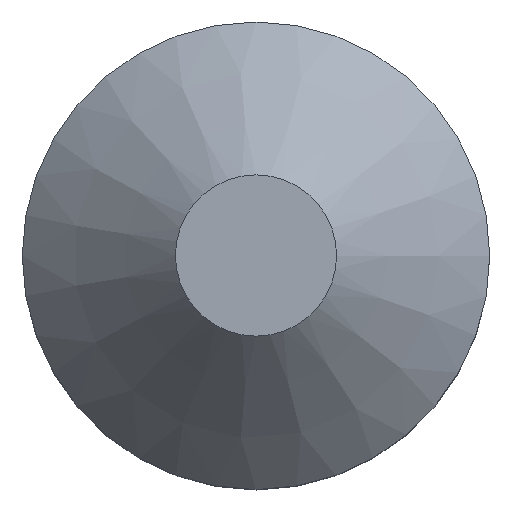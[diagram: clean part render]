
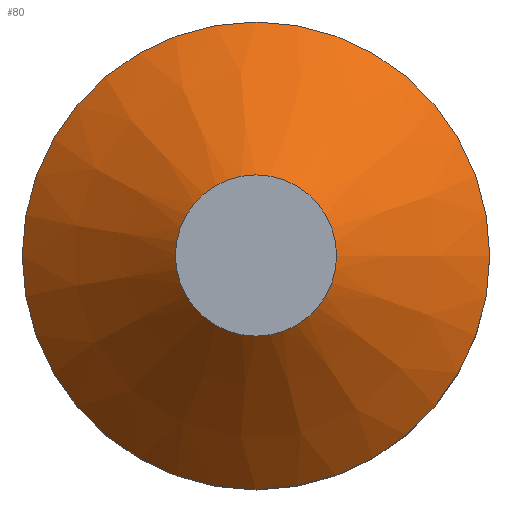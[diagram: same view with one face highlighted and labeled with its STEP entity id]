
A CAD part, top view. The second image highlights one B-rep face of the part: STEP entity #80.
In plain terms, the highlighted conical face has half-angle 45 degrees and reference radius 1 mm.
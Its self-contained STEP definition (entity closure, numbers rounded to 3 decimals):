
#33=FACE_OUTER_BOUND('',#38,.T.);
#38=EDGE_LOOP('',(#70,#71,#72,#73));
#42=LINE('',#174,#45);
#45=VECTOR('',#146,1.);
#48=CIRCLE('',#114,1.45);
#49=CIRCLE('',#117,0.5);
#52=VERTEX_POINT('',#168);
#53=VERTEX_POINT('',#173);
#57=EDGE_CURVE('',#52,#52,#48,.F.);
#59=EDGE_CURVE('',#52,#53,#42,.T.);
#60=EDGE_CURVE('',#53,#53,#49,.T.);
#70=ORIENTED_EDGE('',*,*,#57,.T.);
#71=ORIENTED_EDGE('',*,*,#59,.T.);
#72=ORIENTED_EDGE('',*,*,#60,.T.);
#73=ORIENTED_EDGE('',*,*,#59,.F.);
#76=CONICAL_SURFACE('',#116,1.,0.785);
#80=ADVANCED_FACE('',(#33),#76,.T.);
#114=AXIS2_PLACEMENT_3D('',#169,#139,#140);
#116=AXIS2_PLACEMENT_3D('',#172,#144,#145);
#117=AXIS2_PLACEMENT_3D('',#175,#147,#148);
#139=DIRECTION('center_axis',(0.,0.,-1.));
#140=DIRECTION('ref_axis',(-1.,0.,0.));
#144=DIRECTION('center_axis',(0.,0.,-1.));
#145=DIRECTION('ref_axis',(-1.,0.,0.));
#146=DIRECTION('',(-0.707,0.,0.707));
#147=DIRECTION('center_axis',(0.,0.,
-1.));
#148=DIRECTION('ref_axis',(-1.,0.,0.));
#168=CARTESIAN_POINT('',(1.325,-7.212,-2.85));
#169=CARTESIAN_POINT('Origin',(-0.125,-7.212,-2.85));
#172=CARTESIAN_POINT('Origin',(-0.125,-7.212,-2.4));
#173=CARTESIAN_POINT('',(0.375,-7.212,-1.9));
#174=CARTESIAN_POINT('',(0.875,-7.212,-2.4));
#175=CARTESIAN_POINT('Origin',(-0.125,-7.212,-1.9));
